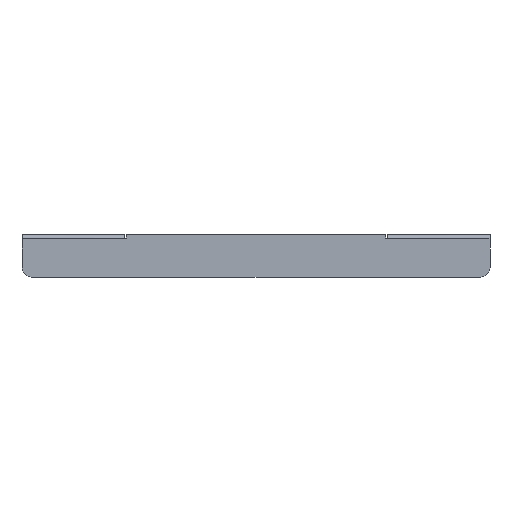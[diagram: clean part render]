
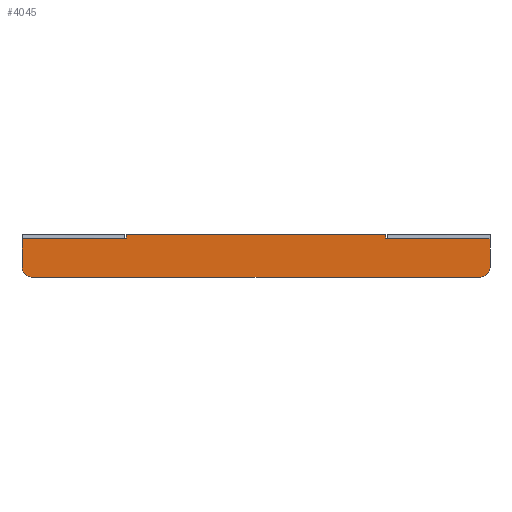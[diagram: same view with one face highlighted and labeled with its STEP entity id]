
A CAD part, front view. The second image highlights one B-rep face of the part: STEP entity #4045.
In plain terms, the highlighted planar face has unit normal (0, -1, 0).
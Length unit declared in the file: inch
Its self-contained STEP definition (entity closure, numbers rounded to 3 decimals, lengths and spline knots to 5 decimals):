
#801=DIRECTION('',(1.,0.,0.));
#802=VECTOR('',#801,2.95276);
#803=CARTESIAN_POINT('',(3.76969,-0.07087,
0.49606));
#804=LINE('',#803,#802);
#828=DIRECTION('',(1.,0.,0.));
#829=VECTOR('',#828,7.44094);
#830=CARTESIAN_POINT('',(-3.72047,-0.07087,
0.6063));
#831=LINE('',#830,#829);
#832=CARTESIAN_POINT('',(3.72047,-0.07087,
0.59646));
#833=DIRECTION('',(0.,-1.,0.));
#834=DIRECTION('',(1.,0.,0.));
#835=AXIS2_PLACEMENT_3D('',#832,#833,#834);
#837=DIRECTION('',(0.,0.,-1.));
#838=VECTOR('',#837,0.08071);
#839=CARTESIAN_POINT('',(3.73031,-0.07087,
0.59646));
#840=LINE('',#839,#838);
#841=CARTESIAN_POINT('',(3.75,-0.07087,0.51575));
#842=DIRECTION('',(0.,-1.,0.));
#843=DIRECTION('',(-1.,0.,0.));
#844=AXIS2_PLACEMENT_3D('',#841,#842,#843);
#846=DIRECTION('',(1.,0.,0.));
#847=VECTOR('',#846,0.01969);
#848=CARTESIAN_POINT('',(3.75,-0.07087,0.49606));
#849=LINE('',#848,#847);
#850=DIRECTION('',(0.,0.,-1.));
#851=VECTOR('',#850,0.82677);
#852=CARTESIAN_POINT('',(6.72244,-0.07087,
0.49606));
#853=LINE('',#852,#851);
#854=CARTESIAN_POINT('',(6.44685,-0.07087,
-0.33071));
#855=DIRECTION('',(0.,-1.,0.));
#856=DIRECTION('',(0.,0.,-1.));
#857=AXIS2_PLACEMENT_3D('',#854,#855,#856);
#859=DIRECTION('',(-1.,0.,0.));
#860=VECTOR('',#859,12.8937);
#861=CARTESIAN_POINT('',(6.44685,-0.07087,
-0.6063));
#862=LINE('',#861,#860);
#863=CARTESIAN_POINT('',(-6.44685,-0.07087,
-0.33071));
#864=DIRECTION('',(0.,-1.,0.));
#865=DIRECTION('',(-1.,0.,0.));
#866=AXIS2_PLACEMENT_3D('',#863,#864,#865);
#868=DIRECTION('',(0.,0.,1.));
#869=VECTOR('',#868,0.82677);
#870=CARTESIAN_POINT('',(-6.72244,-0.07087,
-0.33071));
#871=LINE('',#870,#869);
#872=DIRECTION('',(1.,0.,0.));
#873=VECTOR('',#872,0.01969);
#874=CARTESIAN_POINT('',(-3.76969,-0.07087,
0.49606));
#875=LINE('',#874,#873);
#876=CARTESIAN_POINT('',(-3.75,-0.07087,0.51575));
#877=DIRECTION('',(0.,1.,0.));
#878=DIRECTION('',(1.,0.,0.));
#879=AXIS2_PLACEMENT_3D('',#876,#877,#878);
#881=DIRECTION('',(0.,0.,-1.));
#882=VECTOR('',#881,0.08071);
#883=CARTESIAN_POINT('',(-3.73031,-0.07087,
0.59646));
#884=LINE('',#883,#882);
#885=CARTESIAN_POINT('',(-3.72047,-0.07087,
0.59646));
#886=DIRECTION('',(0.,-1.,0.));
#887=DIRECTION('',(0.,0.,1.));
#888=AXIS2_PLACEMENT_3D('',#885,#886,#887);
#928=DIRECTION('',(1.,0.,0.));
#929=VECTOR('',#928,2.95276);
#930=CARTESIAN_POINT('',(-6.72244,-0.07087,
0.49606));
#931=LINE('',#930,#929);
#2567=CARTESIAN_POINT('',(6.72244,-0.07087,
0.49606));
#2568=VERTEX_POINT('',#2567);
#2575=CARTESIAN_POINT('',(3.76969,-0.07087,
0.49606));
#2576=VERTEX_POINT('',#2575);
#2579=CARTESIAN_POINT('',(3.75,-0.07087,0.49606));
#2580=VERTEX_POINT('',#2579);
#2587=CARTESIAN_POINT('',(-6.72244,-0.07087,
0.49606));
#2588=VERTEX_POINT('',#2587);
#2595=CARTESIAN_POINT('',(-3.76969,-0.07087,
0.49606));
#2596=VERTEX_POINT('',#2595);
#2599=CARTESIAN_POINT('',(-3.75,-0.07087,0.49606));
#2600=VERTEX_POINT('',#2599);
#2623=CARTESIAN_POINT('',(-3.72047,-0.07087,
0.6063));
#2624=CARTESIAN_POINT('',(3.72047,-0.07087,
0.6063));
#2625=VERTEX_POINT('',#2623);
#2626=VERTEX_POINT('',#2624);
#2663=CARTESIAN_POINT('',(6.44685,-0.07087,
-0.6063));
#2664=VERTEX_POINT('',#2663);
#2665=CARTESIAN_POINT('',(6.72244,-0.07087,
-0.33071));
#2666=VERTEX_POINT('',#2665);
#2671=CARTESIAN_POINT('',(-6.72244,-0.07087,
-0.33071));
#2672=VERTEX_POINT('',#2671);
#2673=CARTESIAN_POINT('',(-6.44685,-0.07087,
-0.6063));
#2674=VERTEX_POINT('',#2673);
#2676=CARTESIAN_POINT('',(3.73031,-0.07087,
0.51575));
#2678=VERTEX_POINT('',#2676);
#2683=CARTESIAN_POINT('',(3.73031,-0.07087,
0.59646));
#2684=VERTEX_POINT('',#2683);
#2685=CARTESIAN_POINT('',(-3.73031,-0.07087,
0.51575));
#2687=VERTEX_POINT('',#2685);
#2691=CARTESIAN_POINT('',(-3.73031,-0.07087,
0.59646));
#2692=VERTEX_POINT('',#2691);
#4012=CARTESIAN_POINT('',(0.,-0.07087,0.));
#4013=DIRECTION('',(0.,1.,0.));
#4014=DIRECTION('',(1.,0.,0.));
#4015=AXIS2_PLACEMENT_3D('',#4012,#4013,#4014);
#4016=PLANE('',#4015);
#4017=ORIENTED_EDGE('',*,*,#3747,.T.);
#4018=ORIENTED_EDGE('',*,*,#3762,.F.);
#4019=ORIENTED_EDGE('',*,*,#3777,.T.);
#4020=ORIENTED_EDGE('',*,*,#3789,.T.);
#4021=ORIENTED_EDGE('',*,*,#4003,.T.);
#4022=ORIENTED_EDGE('',*,*,#4001,.T.);
#4024=ORIENTED_EDGE('',*,*,#4023,.T.);
#4026=ORIENTED_EDGE('',*,*,#4025,.F.);
#4028=ORIENTED_EDGE('',*,*,#4027,.T.);
#4030=ORIENTED_EDGE('',*,*,#4029,.F.);
#4032=ORIENTED_EDGE('',*,*,#4031,.T.);
#4034=ORIENTED_EDGE('',*,*,#4033,.T.);
#4036=ORIENTED_EDGE('',*,*,#4035,.T.);
#4038=ORIENTED_EDGE('',*,*,#4037,.F.);
#4040=ORIENTED_EDGE('',*,*,#4039,.F.);
#4042=ORIENTED_EDGE('',*,*,#4041,.F.);
#4043=EDGE_LOOP('',(#4017,#4018,#4019,#4020,#4021,#4022,#4024,#4026,#4028,#4030,
#4032,#4034,#4036,#4038,#4040,#4042));
#4044=FACE_OUTER_BOUND('',#4043,.F.);
#4045=ADVANCED_FACE('',(#4044),#4016,.F.);
#836=CIRCLE('',#835,0.00984);
#845=CIRCLE('',#844,0.01969);
#858=CIRCLE('',#857,0.27559);
#867=CIRCLE('',#866,0.27559);
#880=CIRCLE('',#879,0.01969);
#889=CIRCLE('',#888,0.00984);
#3747=EDGE_CURVE('',#2625,#2626,#831,.T.);
#3762=EDGE_CURVE('',#2684,#2626,#836,.T.);
#3777=EDGE_CURVE('',#2684,#2678,#840,.T.);
#3789=EDGE_CURVE('',#2678,#2580,#845,.T.);
#4001=EDGE_CURVE('',#2576,#2568,#804,.T.);
#4003=EDGE_CURVE('',#2580,#2576,#849,.T.);
#4023=EDGE_CURVE('',#2568,#2666,#853,.T.);
#4025=EDGE_CURVE('',#2664,#2666,#858,.T.);
#4027=EDGE_CURVE('',#2664,#2674,#862,.T.);
#4029=EDGE_CURVE('',#2672,#2674,#867,.T.);
#4031=EDGE_CURVE('',#2672,#2588,#871,.T.);
#4033=EDGE_CURVE('',#2588,#2596,#931,.T.);
#4035=EDGE_CURVE('',#2596,#2600,#875,.T.);
#4037=EDGE_CURVE('',#2687,#2600,#880,.T.);
#4039=EDGE_CURVE('',#2692,#2687,#884,.T.);
#4041=EDGE_CURVE('',#2625,#2692,#889,.T.);
